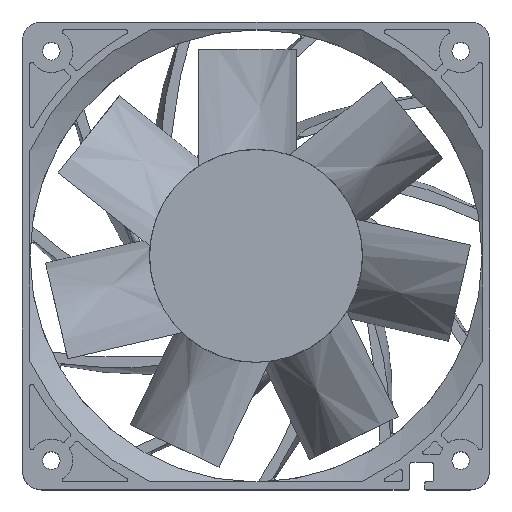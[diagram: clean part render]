
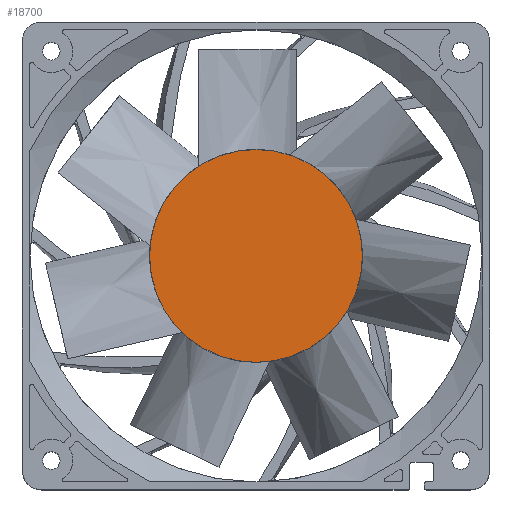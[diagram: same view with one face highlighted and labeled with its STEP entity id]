
A CAD part, top view. The second image highlights one B-rep face of the part: STEP entity #18700.
In plain terms, the highlighted planar face has unit normal (0, 0, 1).
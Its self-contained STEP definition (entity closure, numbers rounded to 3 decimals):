
#3008=CARTESIAN_POINT('',(0.,0.,37.));
#3009=DIRECTION('',(0.,0.,-1.));
#3010=DIRECTION('',(-1.,0.,0.));
#3011=AXIS2_PLACEMENT_3D('',#3008,#3009,#3010);
#3013=CARTESIAN_POINT('',(0.,0.,37.));
#3014=DIRECTION('',(0.,0.,-1.));
#3015=DIRECTION('',(1.,0.,0.));
#3016=AXIS2_PLACEMENT_3D('',#3013,#3014,#3015);
#13885=CARTESIAN_POINT('',(-27.3,0.,37.));
#13886=CARTESIAN_POINT('',(27.3,0.,37.));
#13887=VERTEX_POINT('',#13885);
#13888=VERTEX_POINT('',#13886);
#18691=CARTESIAN_POINT('',(0.,0.,37.));
#18692=DIRECTION('',(0.,0.,-1.));
#18693=DIRECTION('',(-1.,0.,0.));
#18694=AXIS2_PLACEMENT_3D('',#18691,#18692,#18693);
#18695=PLANE('',#18694);
#18696=ORIENTED_EDGE('',*,*,#18308,.T.);
#18697=ORIENTED_EDGE('',*,*,#18481,.T.);
#18698=EDGE_LOOP('',(#18696,#18697));
#18699=FACE_OUTER_BOUND('',#18698,.F.);
#3012=CIRCLE('',#3011,27.3);
#3017=CIRCLE('',#3016,27.3);
#18308=EDGE_CURVE('',#13887,#13888,#3012,.T.);
#18481=EDGE_CURVE('',#13888,#13887,#3017,.T.);
#18700=ADVANCED_FACE('',(#18699),#18695,.F.);
